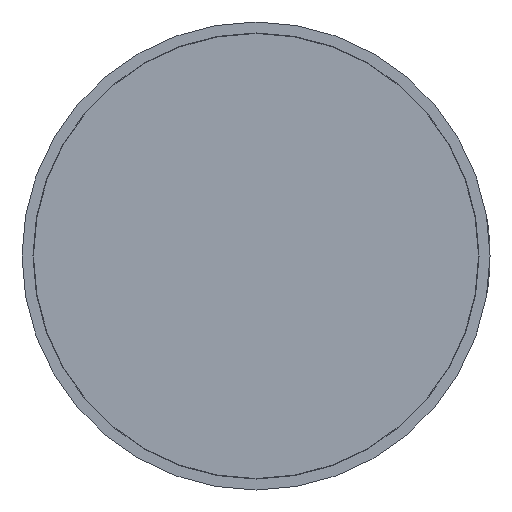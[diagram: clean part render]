
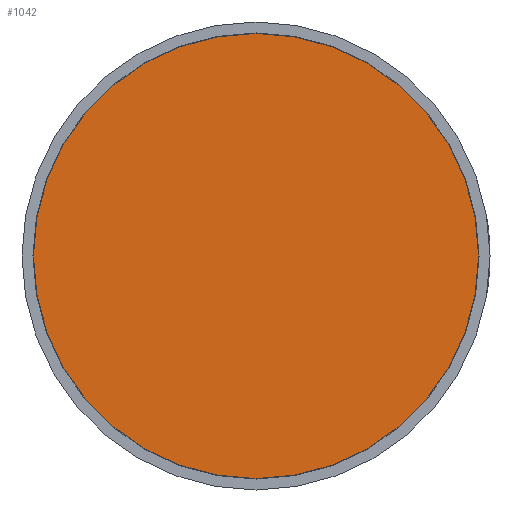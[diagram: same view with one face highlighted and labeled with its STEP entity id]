
A CAD part, front view. The second image highlights one B-rep face of the part: STEP entity #1042.
In plain terms, the highlighted planar face has unit normal (0, -1, 0).
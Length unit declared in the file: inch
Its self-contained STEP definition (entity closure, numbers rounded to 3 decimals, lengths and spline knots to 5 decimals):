
#15 = DIRECTION ( 'NONE',  ( 0., -1., 0. ) ) ;
#74 = CIRCLE ( 'NONE', #723, 1.21701 ) ;
#76 = PLANE ( 'NONE',  #1666 ) ;
#117 = DIRECTION ( 'NONE',  ( 0., -1., 0. ) ) ;
#300 = VERTEX_POINT ( 'NONE', #1572 ) ;
#310 = FACE_OUTER_BOUND ( 'NONE', #505, .T. ) ;
#441 = CARTESIAN_POINT ( 'NONE',  ( 0., -0.039, 0. ) ) ;
#505 = EDGE_LOOP ( 'NONE', ( #613, #1924 ) ) ;
#613 = ORIENTED_EDGE ( 'NONE', *, *, #1744, .T. ) ;
#721 = CARTESIAN_POINT ( 'NONE',  ( 0., -0.039, 0. ) ) ;
#723 = AXIS2_PLACEMENT_3D ( 'NONE', #721, #15, #1436 ) ;
#1034 = AXIS2_PLACEMENT_3D ( 'NONE', #1414, #1442, #1758 ) ;
#1042 = ADVANCED_FACE ( 'NONE', ( #310 ), #76, .T. ) ;
#1151 = DIRECTION ( 'NONE',  ( 0., 0., -1. ) ) ;
#1414 = CARTESIAN_POINT ( 'NONE',  ( 0., -0.039, 0. ) ) ;
#1436 = DIRECTION ( 'NONE',  ( 0., 0., -1. ) ) ;
#1442 = DIRECTION ( 'NONE',  ( 0., -1., 0. ) ) ;
#1543 = EDGE_CURVE ( 'NONE', #1575, #300, #2212, .T. ) ;
#1572 = CARTESIAN_POINT ( 'NONE',  ( 0., -0.039, -1.21701 ) ) ;
#1575 = VERTEX_POINT ( 'NONE', #2223 ) ;
#1666 = AXIS2_PLACEMENT_3D ( 'NONE', #441, #117, #1151 ) ;
#1744 = EDGE_CURVE ( 'NONE', #300, #1575, #74, .T. ) ;
#1758 = DIRECTION ( 'NONE',  ( 0., 0., -1. ) ) ;
#1924 = ORIENTED_EDGE ( 'NONE', *, *, #1543, .T. ) ;
#2212 = CIRCLE ( 'NONE', #1034, 1.21701 ) ;
#2223 = CARTESIAN_POINT ( 'NONE',  ( 0., -0.039, 1.21701 ) ) ;
